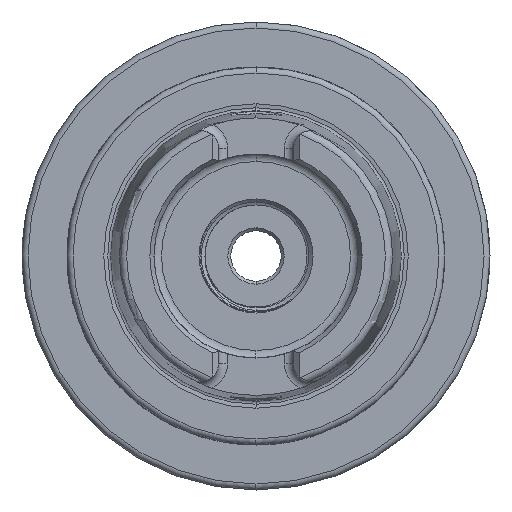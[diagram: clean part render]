
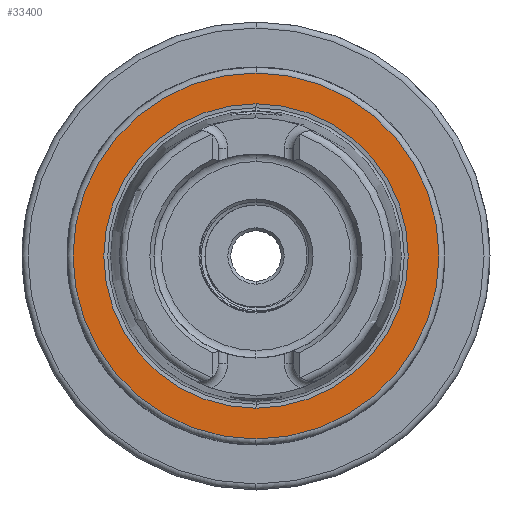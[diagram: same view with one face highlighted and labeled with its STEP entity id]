
A CAD part, left-side view. The second image highlights one B-rep face of the part: STEP entity #33400.
In plain terms, the highlighted planar face has unit normal (-1, 0, 0).
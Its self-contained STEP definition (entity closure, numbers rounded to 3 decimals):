
#24238 = CIRCLE ( 'NONE', #24251, 30.5 ) ;
#24251 = AXIS2_PLACEMENT_3D ( 'NONE', #24352, #24350, #24348 ) ;
#24288 = CARTESIAN_POINT ( 'NONE',  ( 0., 0., -30.5 ) ) ;
#24292 = CARTESIAN_POINT ( 'NONE',  ( 0., 0., 30.5 ) ) ;
#24348 = DIRECTION ( 'NONE',  ( 0., 0., 1. ) ) ;
#24350 = DIRECTION ( 'NONE',  ( -1., 0., 0. ) ) ;
#24352 = CARTESIAN_POINT ( 'NONE',  ( 0., 0., 0. ) ) ;
#24418 = DIRECTION ( 'NONE',  ( 0., 0., -1. ) ) ;
#24420 = DIRECTION ( 'NONE',  ( 1., 0., 0. ) ) ;
#24421 = CARTESIAN_POINT ( 'NONE',  ( 0., 0., 0. ) ) ;
#24423 = AXIS2_PLACEMENT_3D ( 'NONE', #24421, #24420, #24418 ) ;
#24425 = CIRCLE ( 'NONE', #24423, 25.369 ) ;
#24440 = CARTESIAN_POINT ( 'NONE',  ( 0., 0., 25.369 ) ) ;
#24443 = CARTESIAN_POINT ( 'NONE',  ( 0., 0., -25.369 ) ) ;
#28015 = DIRECTION ( 'NONE',  ( 0., 0., -1. ) ) ;
#28018 = DIRECTION ( 'NONE',  ( 1., 0., 0. ) ) ;
#28020 = CARTESIAN_POINT ( 'NONE',  ( 0., 0., 0. ) ) ;
#28022 = AXIS2_PLACEMENT_3D ( 'NONE', #28020, #28018, #28015 ) ;
#28042 = CIRCLE ( 'NONE', #28022, 25.369 ) ;
#28167 = DIRECTION ( 'NONE',  ( 0., 0., 1. ) ) ;
#28170 = DIRECTION ( 'NONE',  ( -1., 0., 0. ) ) ;
#28172 = CARTESIAN_POINT ( 'NONE',  ( 0., 25.369, 0. ) ) ;
#28187 = FACE_OUTER_BOUND ( 'NONE', #33334, .T. ) ;
#28200 = FACE_BOUND ( 'NONE', #33435, .T. ) ;
#28248 = AXIS2_PLACEMENT_3D ( 'NONE', #28172, #28170, #28167 ) ;
#28259 = PLANE ( 'NONE',  #28248 ) ;
#28281 = DIRECTION ( 'NONE',  ( 0., 0., 1. ) ) ;
#28284 = DIRECTION ( 'NONE',  ( -1., 0., 0. ) ) ;
#28285 = CARTESIAN_POINT ( 'NONE',  ( 0., 0., 0. ) ) ;
#28292 = AXIS2_PLACEMENT_3D ( 'NONE', #28285, #28284, #28281 ) ;
#28356 = CIRCLE ( 'NONE', #28292, 30.5 ) ;
#31350 = VERTEX_POINT ( 'NONE', #24292 ) ;
#31351 = VERTEX_POINT ( 'NONE', #24288 ) ;
#31383 = EDGE_CURVE ( 'NONE', #31350, #31351, #24238, .T. ) ;
#31414 = VERTEX_POINT ( 'NONE', #24443 ) ;
#31416 = VERTEX_POINT ( 'NONE', #24440 ) ;
#31418 = EDGE_CURVE ( 'NONE', #31416, #31414, #24425, .T. ) ;
#33332 = ORIENTED_EDGE ( 'NONE', *, *, #33429, .T. ) ;
#33334 = EDGE_LOOP ( 'NONE', ( #33511, #33332 ) ) ;
#33335 = ORIENTED_EDGE ( 'NONE', *, *, #33336, .T. ) ;
#33336 = EDGE_CURVE ( 'NONE', #31414, #31416, #28042, .T. ) ;
#33400 = ADVANCED_FACE ( 'NONE', ( #28187, #28200 ), #28259, .T. ) ;
#33429 = EDGE_CURVE ( 'NONE', #31351, #31350, #28356, .T. ) ;
#33435 = EDGE_LOOP ( 'NONE', ( #33455, #33335 ) ) ;
#33455 = ORIENTED_EDGE ( 'NONE', *, *, #31418, .T. ) ;
#33511 = ORIENTED_EDGE ( 'NONE', *, *, #31383, .T. ) ;
